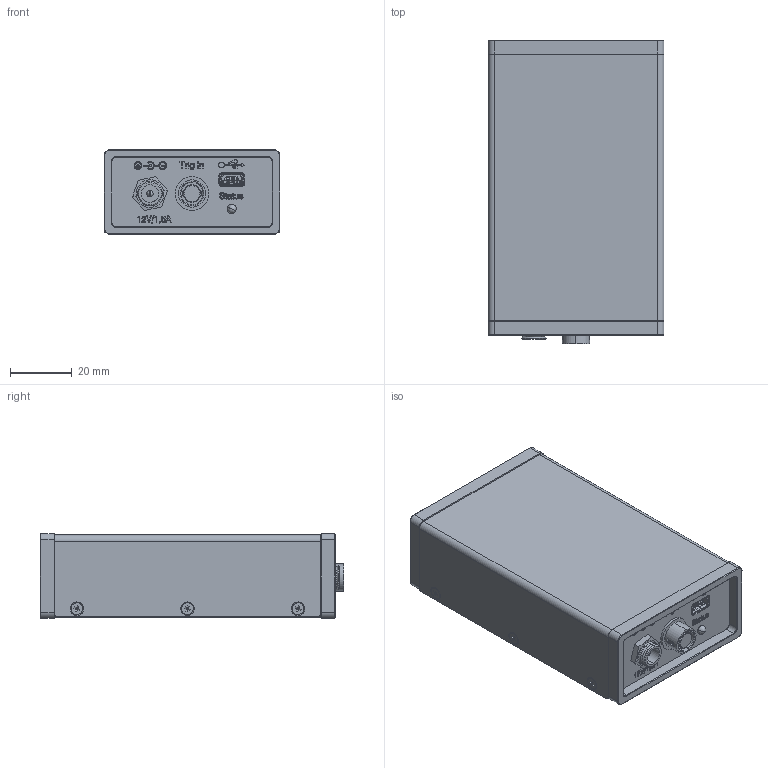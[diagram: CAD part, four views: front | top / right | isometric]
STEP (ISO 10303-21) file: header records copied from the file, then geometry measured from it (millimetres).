
FILE_DESCRIPTION (( 'STEP AP214' ), '1' );
FILE_NAME ('MTN004262.STEP', '2014-09-10T12:59:40', ( '' ), ( '' ), 'SwSTEP 2.0', 'SolidWorks 2014', '' );
FILE_SCHEMA (( 'AUTOMOTIVE_DESIGN' ));
Length unit declared in the file: millimetre
Products named in the file (21): CAM907_Board; CAM906R01_1; CAM906R01_X1_1; CAM906R01_12226-8250-00FR; CAM906R01_Board; Mutter_5_16-32; countersunk flat head cross recess screw_din_ISO 7046-1 - M2 x 4 - Z --- 4N; MTN004262; GMK975-009_R001; LED1; HR10-7R-4S; GMK.975-031_R001; GMK.975-030_R001 mit 12V1_5A; GMK.975-020_R000; GMK975-036_R000; CAM907R00; CAM907_X2; CAM907_PJ-067A; CAM907_X7; CAM907_565790576; CAM907_Open CASCADE STEP translator 6.2 2.24.1.1
Assembly tree (25 placements, depth 5):
  MTN004262
    CAM906R01_1
      CAM906R01_Board
      CAM906R01_X1_1
        CAM906R01_12226-8250-00FR
    CAM907R00
      CAM907_Board
      CAM907_X7
        CAM907_565790576
          CAM907_Open CASCADE STEP translator 6.2 2.24.1.1
      CAM907_X2
        CAM907_PJ-067A
    GMK975-036_R000
    GMK.975-020_R000
    GMK.975-030_R001 mit 12V1_5A
    GMK.975-031_R001
    HR10-7R-4S
    LED1
    GMK975-009_R001
    countersunk flat head cross recess screw_din_ISO 7046-1 - M2 x 4 - Z --- 4N  x6
    Mutter_5_16-32
Bounding box: 57 x 98.4 x 27.5 mm (x, y, z)
Volume: 74434.4 mm3; surface area: 74397.1 mm2
Topology: 21 solids, 29 shells, 2864 faces, 7764 edges, 4976 vertices
Faces by surface type: plane 1733, cylinder 675, cone 242, bspline 200, torus 12, sphere 2
Entity records: 119427 total; most frequent: CARTESIAN_POINT 27337, ORIENTED_EDGE 14540, DIRECTION 12818, EDGE_CURVE 7279, VECTOR 5016, LINE 5016, VERTEX_POINT 4701, AXIS2_PLACEMENT_3D 3901
